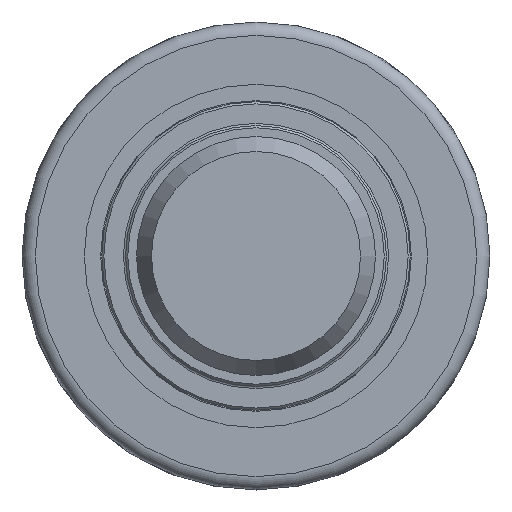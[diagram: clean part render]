
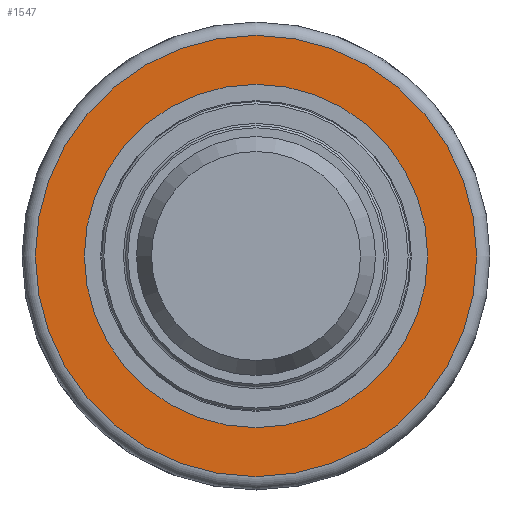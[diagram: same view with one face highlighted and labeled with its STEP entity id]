
A CAD part, left-side view. The second image highlights one B-rep face of the part: STEP entity #1547.
In plain terms, the highlighted planar face has unit normal (-1, 0, 0).
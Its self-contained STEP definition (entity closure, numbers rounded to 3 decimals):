
#42=FACE_BOUND('',#192,.T.);
#60=PLANE('',#1666);
#105=FACE_OUTER_BOUND('',#191,.T.);
#191=EDGE_LOOP('',(#986,#987));
#192=EDGE_LOOP('',(#988,#989));
#304=CIRCLE('',#1667,50.772);
#305=CIRCLE('',#1668,50.772);
#306=CIRCLE('',#1669,39.5);
#307=CIRCLE('',#1670,39.5);
#597=VERTEX_POINT('',#2449);
#598=VERTEX_POINT('',#2450);
#599=VERTEX_POINT('',#2453);
#600=VERTEX_POINT('',#2454);
#754=EDGE_CURVE('',#597,#598,#304,.T.);
#755=EDGE_CURVE('',#598,#597,#305,.T.);
#756=EDGE_CURVE('',#599,#600,#306,.T.);
#757=EDGE_CURVE('',#600,#599,#307,.T.);
#986=ORIENTED_EDGE('',*,*,#754,.F.);
#987=ORIENTED_EDGE('',*,*,#755,.F.);
#988=ORIENTED_EDGE('',*,*,#756,.T.);
#989=ORIENTED_EDGE('',*,*,#757,.T.);
#1547=ADVANCED_FACE('',(#105,#42),#60,.T.);
#1666=AXIS2_PLACEMENT_3D('',#2448,#1917,#1918);
#1667=AXIS2_PLACEMENT_3D('',#2451,#1919,#1920);
#1668=AXIS2_PLACEMENT_3D('',#2452,#1921,#1922);
#1669=AXIS2_PLACEMENT_3D('',#2455,#1923,#1924);
#1670=AXIS2_PLACEMENT_3D('',#2456,#1925,#1926);
#1917=DIRECTION('center_axis',(-1.,0.,0.));
#1918=DIRECTION('ref_axis',(0.,0.,-1.));
#1919=DIRECTION('center_axis',(1.,0.,0.));
#1920=DIRECTION('ref_axis',(0.,1.,0.));
#1921=DIRECTION('center_axis',(1.,0.,0.));
#1922=DIRECTION('ref_axis',(0.,1.,0.));
#1923=DIRECTION('center_axis',(1.,0.,0.));
#1924=DIRECTION('ref_axis',(0.,-1.,0.));
#1925=DIRECTION('center_axis',(1.,0.,0.));
#1926=DIRECTION('ref_axis',(0.,-1.,0.));
#2448=CARTESIAN_POINT('Origin',(29.3,-46.615,0.));
#2449=CARTESIAN_POINT('',(29.3,-50.772,0.));
#2450=CARTESIAN_POINT('',(29.3,0.,-50.772));
#2451=CARTESIAN_POINT('Origin',(29.3,0.,0.));
#2452=CARTESIAN_POINT('Origin',(29.3,0.,0.));
#2453=CARTESIAN_POINT('',(29.3,-39.5,0.));
#2454=CARTESIAN_POINT('',(29.3,39.5,0.));
#2455=CARTESIAN_POINT('Origin',(29.3,0.,0.));
#2456=CARTESIAN_POINT('Origin',(29.3,0.,0.));
